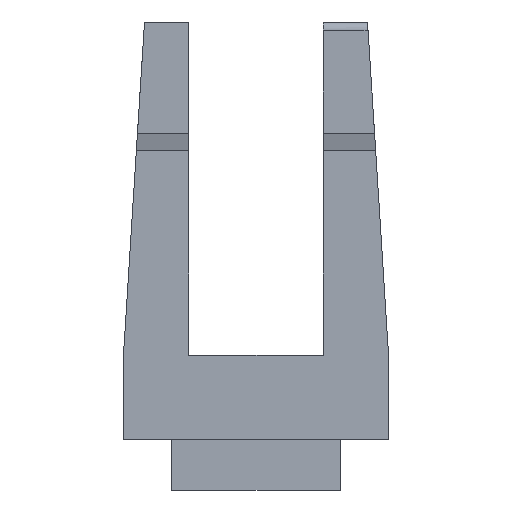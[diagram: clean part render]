
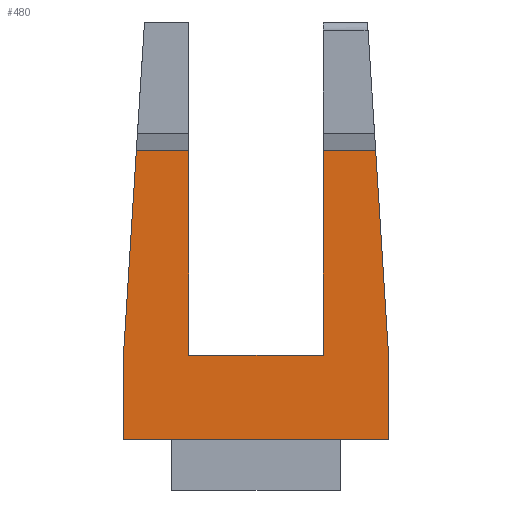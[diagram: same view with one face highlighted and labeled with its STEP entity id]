
A CAD part, left-side view. The second image highlights one B-rep face of the part: STEP entity #480.
In plain terms, the highlighted planar face has unit normal (-1, 0, 0).
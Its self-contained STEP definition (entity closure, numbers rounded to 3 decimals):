
#419=AXIS2_PLACEMENT_3D('Plane Axis2P3D',#416,#417,#418) ;
#177=CARTESIAN_POINT('Vertex',(0.11,0.307,8.066)) ;
#184=CARTESIAN_POINT('Vertex',(0.11,1.55,8.066)) ;
#187=CARTESIAN_POINT('Line Origine',(0.11,0.929,8.066)) ;
#204=CARTESIAN_POINT('Line Origine',(0.11,0.154,5.633)) ;
#208=CARTESIAN_POINT('Vertex',(0.11,0.,3.2)) ;
#331=CARTESIAN_POINT('Vertex',(0.11,1.55,3.2)) ;
#334=CARTESIAN_POINT('Line Origine',(0.11,1.55,5.633)) ;
#416=CARTESIAN_POINT('Axis2P3D Location',(0.11,-0.1,8.1)) ;
#421=CARTESIAN_POINT('Line Origine',(0.11,6.3,2.2)) ;
#425=CARTESIAN_POINT('Vertex',(0.11,6.3,1.2)) ;
#427=CARTESIAN_POINT('Vertex',(0.11,6.3,3.2)) ;
#430=CARTESIAN_POINT('Line Origine',(0.11,3.15,1.2)) ;
#434=CARTESIAN_POINT('Vertex',(0.11,0.,1.2)) ;
#437=CARTESIAN_POINT('Line Origine',(0.11,0.,2.2)) ;
#442=CARTESIAN_POINT('Line Origine',(0.11,3.15,3.2)) ;
#446=CARTESIAN_POINT('Vertex',(0.11,4.75,3.2)) ;
#449=CARTESIAN_POINT('Line Origine',(0.11,4.75,5.633)) ;
#453=CARTESIAN_POINT('Vertex',(0.11,4.75,8.066)) ;
#456=CARTESIAN_POINT('Line Origine',(0.11,5.371,8.066)) ;
#460=CARTESIAN_POINT('Vertex',(0.11,5.993,8.066)) ;
#463=CARTESIAN_POINT('Line Origine',(0.11,6.146,5.633)) ;
#188=DIRECTION('Vector Direction',(0.,-1.,0.)) ;
#205=DIRECTION('Vector Direction',(0.,0.063,0.998)) ;
#335=DIRECTION('Vector Direction',(0.,0.,-1.)) ;
#417=DIRECTION('Axis2P3D Direction',(1.,-0.,0.)) ;
#418=DIRECTION('Axis2P3D XDirection',(0.,0.,-1.)) ;
#422=DIRECTION('Vector Direction',(0.,0.,1.)) ;
#431=DIRECTION('Vector Direction',(0.,1.,0.)) ;
#438=DIRECTION('Vector Direction',(0.,0.,-1.)) ;
#443=DIRECTION('Vector Direction',(0.,1.,0.)) ;
#450=DIRECTION('Vector Direction',(0.,0.,-1.)) ;
#457=DIRECTION('Vector Direction',(0.,1.,0.)) ;
#464=DIRECTION('Vector Direction',(0.,-0.063,0.998)) ;
#189=VECTOR('Line Direction',#188,1.) ;
#206=VECTOR('Line Direction',#205,1.) ;
#336=VECTOR('Line Direction',#335,1.) ;
#423=VECTOR('Line Direction',#422,1.) ;
#432=VECTOR('Line Direction',#431,1.) ;
#439=VECTOR('Line Direction',#438,1.) ;
#444=VECTOR('Line Direction',#443,1.) ;
#451=VECTOR('Line Direction',#450,1.) ;
#458=VECTOR('Line Direction',#457,1.) ;
#465=VECTOR('Line Direction',#464,1.) ;
#469=ORIENTED_EDGE('',*,*,#429,.F.) ;
#470=ORIENTED_EDGE('',*,*,#436,.F.) ;
#471=ORIENTED_EDGE('',*,*,#441,.F.) ;
#472=ORIENTED_EDGE('',*,*,#210,.T.) ;
#473=ORIENTED_EDGE('',*,*,#191,.F.) ;
#474=ORIENTED_EDGE('',*,*,#338,.T.) ;
#475=ORIENTED_EDGE('',*,*,#448,.T.) ;
#476=ORIENTED_EDGE('',*,*,#455,.F.) ;
#477=ORIENTED_EDGE('',*,*,#462,.T.) ;
#478=ORIENTED_EDGE('',*,*,#467,.F.) ;
#480=ADVANCED_FACE('Strain Relief',(#479),#420,.F.) ;
#191=EDGE_CURVE('',#185,#178,#190,.T.) ;
#210=EDGE_CURVE('',#209,#178,#207,.T.) ;
#338=EDGE_CURVE('',#185,#332,#337,.T.) ;
#429=EDGE_CURVE('',#426,#428,#424,.T.) ;
#436=EDGE_CURVE('',#435,#426,#433,.T.) ;
#441=EDGE_CURVE('',#209,#435,#440,.T.) ;
#448=EDGE_CURVE('',#332,#447,#445,.T.) ;
#455=EDGE_CURVE('',#454,#447,#452,.T.) ;
#462=EDGE_CURVE('',#454,#461,#459,.T.) ;
#467=EDGE_CURVE('',#428,#461,#466,.T.) ;
#468=EDGE_LOOP('',(#469,#470,#471,#472,#473,#474,#475,#476,#477,#478)) ;
#479=FACE_OUTER_BOUND('',#468,.T.) ;
#190=LINE('Line',#187,#189) ;
#207=LINE('Line',#204,#206) ;
#337=LINE('Line',#334,#336) ;
#424=LINE('Line',#421,#423) ;
#433=LINE('Line',#430,#432) ;
#440=LINE('Line',#437,#439) ;
#445=LINE('Line',#442,#444) ;
#452=LINE('Line',#449,#451) ;
#459=LINE('Line',#456,#458) ;
#466=LINE('Line',#463,#465) ;
#420=PLANE('',#419) ;
#178=VERTEX_POINT('',#177) ;
#185=VERTEX_POINT('',#184) ;
#209=VERTEX_POINT('',#208) ;
#332=VERTEX_POINT('',#331) ;
#426=VERTEX_POINT('',#425) ;
#428=VERTEX_POINT('',#427) ;
#435=VERTEX_POINT('',#434) ;
#447=VERTEX_POINT('',#446) ;
#454=VERTEX_POINT('',#453) ;
#461=VERTEX_POINT('',#460) ;
